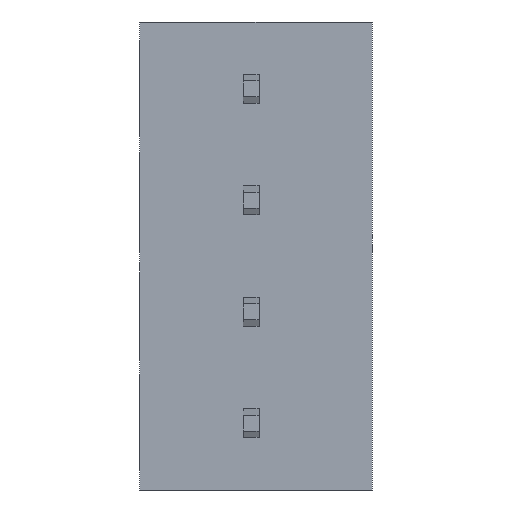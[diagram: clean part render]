
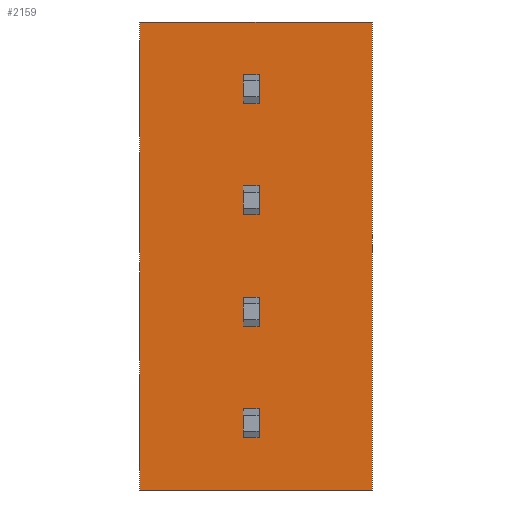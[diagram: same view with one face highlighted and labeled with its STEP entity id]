
A CAD part, front view. The second image highlights one B-rep face of the part: STEP entity #2159.
In plain terms, the highlighted planar face has unit normal (0, -1, 0).
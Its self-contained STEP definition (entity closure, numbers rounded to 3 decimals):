
#37=DIRECTION('',(-1.,0.,0.));
#38=VECTOR('',#37,7.3);
#39=CARTESIAN_POINT('',(3.8,-3.305,12.6));
#40=LINE('',#39,#38);
#77=DIRECTION('',(0.,0.,1.));
#78=VECTOR('',#77,14.7);
#79=CARTESIAN_POINT('',(-3.5,-3.305,-2.1));
#80=LINE('',#79,#78);
#81=DIRECTION('',(1.,0.,0.));
#82=VECTOR('',#81,0.5);
#83=CARTESIAN_POINT('',(-0.25,-3.305,-0.45));
#84=LINE('',#83,#82);
#85=DIRECTION('',(0.,0.,1.));
#86=VECTOR('',#85,0.9);
#87=CARTESIAN_POINT('',(0.25,-3.305,-0.45));
#88=LINE('',#87,#86);
#89=DIRECTION('',(1.,0.,0.));
#90=VECTOR('',#89,0.5);
#91=CARTESIAN_POINT('',(-0.25,-3.305,0.45));
#92=LINE('',#91,#90);
#93=DIRECTION('',(0.,0.,1.));
#94=VECTOR('',#93,0.9);
#95=CARTESIAN_POINT('',(-0.25,-3.305,-0.45));
#96=LINE('',#95,#94);
#97=DIRECTION('',(1.,0.,0.));
#98=VECTOR('',#97,0.5);
#99=CARTESIAN_POINT('',(-0.25,-3.305,3.05));
#100=LINE('',#99,#98);
#101=DIRECTION('',(0.,0.,1.));
#102=VECTOR('',#101,0.9);
#103=CARTESIAN_POINT('',(0.25,-3.305,3.05));
#104=LINE('',#103,#102);
#105=DIRECTION('',(1.,0.,0.));
#106=VECTOR('',#105,0.5);
#107=CARTESIAN_POINT('',(-0.25,-3.305,3.95));
#108=LINE('',#107,#106);
#109=DIRECTION('',(0.,0.,1.));
#110=VECTOR('',#109,0.9);
#111=CARTESIAN_POINT('',(-0.25,-3.305,3.05));
#112=LINE('',#111,#110);
#113=DIRECTION('',(1.,0.,0.));
#114=VECTOR('',#113,0.5);
#115=CARTESIAN_POINT('',(-0.25,-3.305,6.55));
#116=LINE('',#115,#114);
#117=DIRECTION('',(0.,0.,1.));
#118=VECTOR('',#117,0.9);
#119=CARTESIAN_POINT('',(0.25,-3.305,6.55));
#120=LINE('',#119,#118);
#121=DIRECTION('',(1.,0.,0.));
#122=VECTOR('',#121,0.5);
#123=CARTESIAN_POINT('',(-0.25,-3.305,7.45));
#124=LINE('',#123,#122);
#125=DIRECTION('',(0.,0.,1.));
#126=VECTOR('',#125,0.9);
#127=CARTESIAN_POINT('',(-0.25,-3.305,6.55));
#128=LINE('',#127,#126);
#129=DIRECTION('',(1.,0.,0.));
#130=VECTOR('',#129,0.5);
#131=CARTESIAN_POINT('',(-0.25,-3.305,10.05));
#132=LINE('',#131,#130);
#133=DIRECTION('',(0.,0.,1.));
#134=VECTOR('',#133,0.9);
#135=CARTESIAN_POINT('',(0.25,-3.305,10.05));
#136=LINE('',#135,#134);
#137=DIRECTION('',(1.,0.,0.));
#138=VECTOR('',#137,0.5);
#139=CARTESIAN_POINT('',(-0.25,-3.305,10.95));
#140=LINE('',#139,#138);
#141=DIRECTION('',(0.,0.,1.));
#142=VECTOR('',#141,0.9);
#143=CARTESIAN_POINT('',(-0.25,-3.305,10.05));
#144=LINE('',#143,#142);
#145=DIRECTION('',(0.,0.,1.));
#146=VECTOR('',#145,14.7);
#147=CARTESIAN_POINT('',(3.8,-3.305,-2.1));
#148=LINE('',#147,#146);
#209=DIRECTION('',(-1.,0.,0.));
#210=VECTOR('',#209,7.3);
#211=CARTESIAN_POINT('',(3.8,-3.305,-2.1));
#212=LINE('',#211,#210);
#1609=CARTESIAN_POINT('',(-3.5,-3.305,12.6));
#1611=VERTEX_POINT('',#1609);
#1613=CARTESIAN_POINT('',(3.8,-3.305,12.6));
#1614=VERTEX_POINT('',#1613);
#1623=CARTESIAN_POINT('',(-3.5,-3.305,-2.1));
#1625=VERTEX_POINT('',#1623);
#1627=CARTESIAN_POINT('',(3.8,-3.305,-2.1));
#1628=VERTEX_POINT('',#1627);
#1711=CARTESIAN_POINT('',(-0.25,-3.305,-0.45));
#1712=CARTESIAN_POINT('',(0.25,-3.305,-0.45));
#1713=VERTEX_POINT('',#1711);
#1714=VERTEX_POINT('',#1712);
#1715=CARTESIAN_POINT('',(-0.25,-3.305,0.45));
#1716=CARTESIAN_POINT('',(0.25,-3.305,0.45));
#1717=VERTEX_POINT('',#1715);
#1718=VERTEX_POINT('',#1716);
#1809=CARTESIAN_POINT('',(-0.25,-3.305,3.05));
#1810=CARTESIAN_POINT('',(0.25,-3.305,3.05));
#1811=VERTEX_POINT('',#1809);
#1812=VERTEX_POINT('',#1810);
#1813=CARTESIAN_POINT('',(-0.25,-3.305,3.95));
#1814=CARTESIAN_POINT('',(0.25,-3.305,3.95));
#1815=VERTEX_POINT('',#1813);
#1816=VERTEX_POINT('',#1814);
#1907=CARTESIAN_POINT('',(-0.25,-3.305,6.55));
#1908=CARTESIAN_POINT('',(0.25,-3.305,6.55));
#1909=VERTEX_POINT('',#1907);
#1910=VERTEX_POINT('',#1908);
#1911=CARTESIAN_POINT('',(-0.25,-3.305,7.45));
#1912=CARTESIAN_POINT('',(0.25,-3.305,7.45));
#1913=VERTEX_POINT('',#1911);
#1914=VERTEX_POINT('',#1912);
#2005=CARTESIAN_POINT('',(-0.25,-3.305,10.05));
#2006=CARTESIAN_POINT('',(0.25,-3.305,10.05));
#2007=VERTEX_POINT('',#2005);
#2008=VERTEX_POINT('',#2006);
#2009=CARTESIAN_POINT('',(-0.25,-3.305,10.95));
#2010=CARTESIAN_POINT('',(0.25,-3.305,10.95));
#2011=VERTEX_POINT('',#2009);
#2012=VERTEX_POINT('',#2010);
#2106=CARTESIAN_POINT('',(-3.5,-3.305,12.6));
#2107=DIRECTION('',(0.,-1.,0.));
#2108=DIRECTION('',(1.,0.,0.));
#2109=AXIS2_PLACEMENT_3D('',#2106,#2107,#2108);
#2110=PLANE('',#2109);
#2111=ORIENTED_EDGE('',*,*,#2046,.F.);
#2113=ORIENTED_EDGE('',*,*,#2112,.F.);
#2115=ORIENTED_EDGE('',*,*,#2114,.T.);
#2116=ORIENTED_EDGE('',*,*,#2057,.T.);
#2117=EDGE_LOOP('',(#2111,#2113,#2115,#2116));
#2118=FACE_OUTER_BOUND('',#2117,.F.);
#2120=ORIENTED_EDGE('',*,*,#2119,.T.);
#2122=ORIENTED_EDGE('',*,*,#2121,.T.);
#2124=ORIENTED_EDGE('',*,*,#2123,.F.);
#2126=ORIENTED_EDGE('',*,*,#2125,.F.);
#2127=EDGE_LOOP('',(#2120,#2122,#2124,#2126));
#2128=FACE_BOUND('',#2127,.F.);
#2130=ORIENTED_EDGE('',*,*,#2129,.T.);
#2132=ORIENTED_EDGE('',*,*,#2131,.T.);
#2134=ORIENTED_EDGE('',*,*,#2133,.F.);
#2136=ORIENTED_EDGE('',*,*,#2135,.F.);
#2137=EDGE_LOOP('',(#2130,#2132,#2134,#2136));
#2138=FACE_BOUND('',#2137,.F.);
#2140=ORIENTED_EDGE('',*,*,#2139,.T.);
#2142=ORIENTED_EDGE('',*,*,#2141,.T.);
#2144=ORIENTED_EDGE('',*,*,#2143,.F.);
#2146=ORIENTED_EDGE('',*,*,#2145,.F.);
#2147=EDGE_LOOP('',(#2140,#2142,#2144,#2146));
#2148=FACE_BOUND('',#2147,.F.);
#2150=ORIENTED_EDGE('',*,*,#2149,.T.);
#2152=ORIENTED_EDGE('',*,*,#2151,.T.);
#2154=ORIENTED_EDGE('',*,*,#2153,.F.);
#2156=ORIENTED_EDGE('',*,*,#2155,.F.);
#2157=EDGE_LOOP('',(#2150,#2152,#2154,#2156));
#2158=FACE_BOUND('',#2157,.F.);
#2046=EDGE_CURVE('',#1614,#1611,#40,.T.);
#2057=EDGE_CURVE('',#1625,#1611,#80,.T.);
#2112=EDGE_CURVE('',#1628,#1614,#148,.T.);
#2114=EDGE_CURVE('',#1628,#1625,#212,.T.);
#2119=EDGE_CURVE('',#1713,#1714,#84,.T.);
#2121=EDGE_CURVE('',#1714,#1718,#88,.T.);
#2123=EDGE_CURVE('',#1717,#1718,#92,.T.);
#2125=EDGE_CURVE('',#1713,#1717,#96,.T.);
#2129=EDGE_CURVE('',#1811,#1812,#100,.T.);
#2131=EDGE_CURVE('',#1812,#1816,#104,.T.);
#2133=EDGE_CURVE('',#1815,#1816,#108,.T.);
#2135=EDGE_CURVE('',#1811,#1815,#112,.T.);
#2139=EDGE_CURVE('',#1909,#1910,#116,.T.);
#2141=EDGE_CURVE('',#1910,#1914,#120,.T.);
#2143=EDGE_CURVE('',#1913,#1914,#124,.T.);
#2145=EDGE_CURVE('',#1909,#1913,#128,.T.);
#2149=EDGE_CURVE('',#2007,#2008,#132,.T.);
#2151=EDGE_CURVE('',#2008,#2012,#136,.T.);
#2153=EDGE_CURVE('',#2011,#2012,#140,.T.);
#2155=EDGE_CURVE('',#2007,#2011,#144,.T.);
#2159=ADVANCED_FACE('',(#2118,#2128,#2138,#2148,#2158),#2110,.T.);
